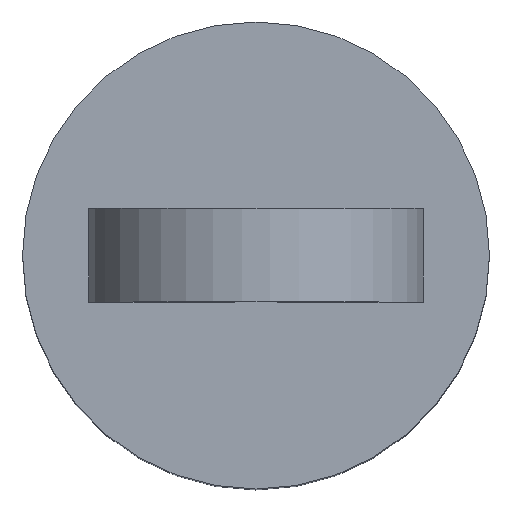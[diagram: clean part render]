
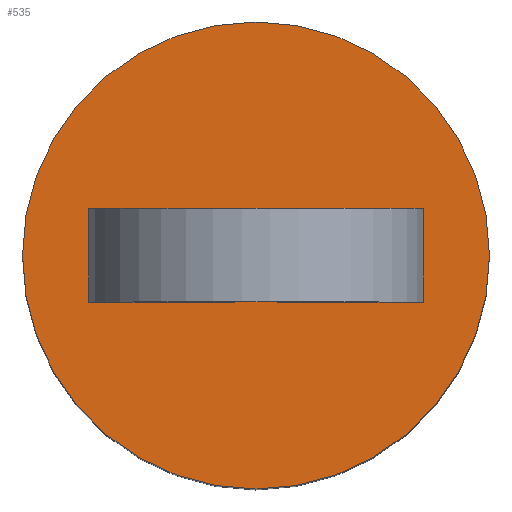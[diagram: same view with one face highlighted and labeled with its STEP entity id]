
A CAD part, top view. The second image highlights one B-rep face of the part: STEP entity #535.
In plain terms, the highlighted planar face has unit normal (0, 0, 1).
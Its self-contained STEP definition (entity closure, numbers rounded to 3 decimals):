
#24=CIRCLE('',#563,1.27);
#102=ORIENTED_EDGE('',*,*,#166,.T.);
#103=ORIENTED_EDGE('',*,*,#167,.T.);
#104=ORIENTED_EDGE('',*,*,#168,.T.);
#105=ORIENTED_EDGE('',*,*,#169,.F.);
#106=ORIENTED_EDGE('',*,*,#170,.F.);
#107=ORIENTED_EDGE('',*,*,#171,.F.);
#108=ORIENTED_EDGE('',*,*,#172,.T.);
#109=ORIENTED_EDGE('',*,*,#173,.T.);
#110=ORIENTED_EDGE('',*,*,#174,.F.);
#166=EDGE_CURVE('',#204,#204,#24,.T.);
#167=EDGE_CURVE('',#205,#206,#249,.F.);
#168=EDGE_CURVE('',#206,#207,#250,.T.);
#169=EDGE_CURVE('',#208,#207,#251,.F.);
#170=EDGE_CURVE('',#205,#208,#252,.T.);
#171=EDGE_CURVE('',#209,#210,#253,.T.);
#172=EDGE_CURVE('',#209,#211,#254,.T.);
#173=EDGE_CURVE('',#211,#212,#255,.T.);
#174=EDGE_CURVE('',#210,#212,#256,.T.);
#204=VERTEX_POINT('',#753);
#205=VERTEX_POINT('',#755);
#206=VERTEX_POINT('',#756);
#207=VERTEX_POINT('',#758);
#208=VERTEX_POINT('',#760);
#209=VERTEX_POINT('',#763);
#210=VERTEX_POINT('',#764);
#211=VERTEX_POINT('',#766);
#212=VERTEX_POINT('',#768);
#249=LINE('',#754,#293);
#250=LINE('',#757,#294);
#251=LINE('',#759,#295);
#252=LINE('',#761,#296);
#253=LINE('',#762,#297);
#254=LINE('',#765,#298);
#255=LINE('',#767,#299);
#256=LINE('',#769,#300);
#293=VECTOR('',#647,1000.);
#294=VECTOR('',#648,1000.);
#295=VECTOR('',#649,1000.);
#296=VECTOR('',#650,1000.);
#297=VECTOR('',#651,1000.);
#298=VECTOR('',#652,1000.);
#299=VECTOR('',#653,1000.);
#300=VECTOR('',#654,1000.);
#318=EDGE_LOOP('',(#102));
#319=EDGE_LOOP('',(#103,#104,#105,#106));
#320=EDGE_LOOP('',(#107,#108,#109,#110));
#344=FACE_BOUND('',#318,.T.);
#345=FACE_BOUND('',#319,.T.);
#346=FACE_BOUND('',#320,.T.);
#368=PLANE('',#562);
#535=ADVANCED_FACE('',(#344,#345,#346),#368,.T.);
#562=AXIS2_PLACEMENT_3D('',#751,#643,#644);
#563=AXIS2_PLACEMENT_3D('',#752,#645,#646);
#643=DIRECTION('',(0.,0.,1.));
#644=DIRECTION('',(1.,0.,0.));
#645=DIRECTION('',(0.,0.,1.));
#646=DIRECTION('',(1.,0.,0.));
#647=DIRECTION('',(0.,1.,0.));
#648=DIRECTION('',(-1.,0.,0.));
#649=DIRECTION('',(0.,1.,0.));
#650=DIRECTION('',(-1.,0.,0.));
#651=DIRECTION('',(0.,1.,0.));
#652=DIRECTION('',(-1.,0.,0.));
#653=DIRECTION('',(0.,1.,0.));
#654=DIRECTION('',(-1.,0.,0.));
#751=CARTESIAN_POINT('',(0.,0.,3.05));
#752=CARTESIAN_POINT('',(0.,0.,3.05));
#753=CARTESIAN_POINT('',(1.27,0.,3.05));
#754=CARTESIAN_POINT('',(-0.115,-0.255,3.05));
#755=CARTESIAN_POINT('',(-0.115,0.255,3.05));
#756=CARTESIAN_POINT('',(-0.115,-0.255,3.05));
#757=CARTESIAN_POINT('',(0.,-0.255,3.05));
#758=CARTESIAN_POINT('',(-0.663,-0.255,3.05));
#759=CARTESIAN_POINT('',(-0.663,-0.255,3.05));
#760=CARTESIAN_POINT('',(-0.663,0.255,3.05));
#761=CARTESIAN_POINT('',(0.,0.255,3.05));
#762=CARTESIAN_POINT('',(0.663,-0.255,3.05));
#763=CARTESIAN_POINT('',(0.663,-0.255,3.05));
#764=CARTESIAN_POINT('',(0.663,0.255,3.05));
#765=CARTESIAN_POINT('',(0.,-0.255,3.05));
#766=CARTESIAN_POINT('',(0.115,-0.255,3.05));
#767=CARTESIAN_POINT('',(0.115,-0.255,3.05));
#768=CARTESIAN_POINT('',(0.115,0.255,3.05));
#769=CARTESIAN_POINT('',(0.,0.255,3.05));
